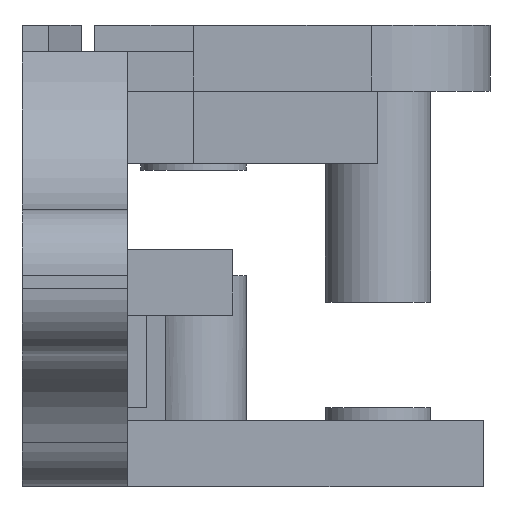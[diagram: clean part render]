
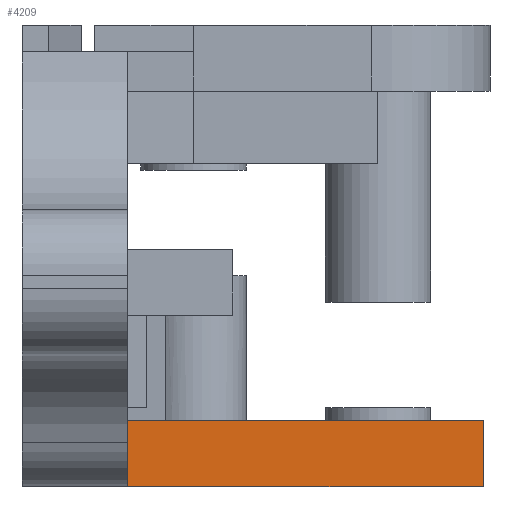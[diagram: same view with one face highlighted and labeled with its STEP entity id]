
A CAD part, left-side view. The second image highlights one B-rep face of the part: STEP entity #4209.
In plain terms, the highlighted planar face has unit normal (-1, 0, 0).
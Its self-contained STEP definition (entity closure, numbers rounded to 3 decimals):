
#466 = PLANE('',#467);
#467 = AXIS2_PLACEMENT_3D('',#468,#469,#470);
#468 = CARTESIAN_POINT('',(-148.5,-27.,195.));
#469 = DIRECTION('',(0.,1.,0.));
#470 = DIRECTION('',(0.,0.,1.));
#1770 = PLANE('',#1771);
#1771 = AXIS2_PLACEMENT_3D('',#1772,#1773,#1774);
#1772 = CARTESIAN_POINT('',(-136.,-36.5,160.));
#1773 = DIRECTION('',(0.,-0.,-1.));
#1774 = DIRECTION('',(-1.,0.,0.));
#1837 = VERTEX_POINT('',#1838);
#1838 = CARTESIAN_POINT('',(-148.5,-27.,160.));
#2039 = EDGE_CURVE('',#2040,#1837,#2042,.T.);
#2040 = VERTEX_POINT('',#2041);
#2041 = CARTESIAN_POINT('',(-148.5,-27.,165.));
#2042 = SURFACE_CURVE('',#2043,(#2047,#2054),.PCURVE_S1.);
#2043 = LINE('',#2044,#2045);
#2044 = CARTESIAN_POINT('',(-148.5,-27.,195.));
#2045 = VECTOR('',#2046,1.);
#2046 = DIRECTION('',(0.,-0.,-1.));
#2047 = PCURVE('',#466,#2048);
#2048 = DEFINITIONAL_REPRESENTATION('',(#2049),#2053);
#2049 = LINE('',#2050,#2051);
#2050 = CARTESIAN_POINT('',(0.,-0.));
#2051 = VECTOR('',#2052,1.);
#2052 = DIRECTION('',(-1.,0.));
#2053 = ( GEOMETRIC_REPRESENTATION_CONTEXT(2) 
PARAMETRIC_REPRESENTATION_CONTEXT() REPRESENTATION_CONTEXT('2D SPACE',''
  ) );
#2054 = PCURVE('',#2055,#2060);
#2055 = PLANE('',#2056);
#2056 = AXIS2_PLACEMENT_3D('',#2057,#2058,#2059);
#2057 = CARTESIAN_POINT('',(-148.5,-19.,160.));
#2058 = DIRECTION('',(-1.,0.,0.));
#2059 = DIRECTION('',(0.,1.,0.));
#2060 = DEFINITIONAL_REPRESENTATION('',(#2061),#2065);
#2061 = LINE('',#2062,#2063);
#2062 = CARTESIAN_POINT('',(-8.,-35.));
#2063 = VECTOR('',#2064,1.);
#2064 = DIRECTION('',(-0.,1.));
#2065 = ( GEOMETRIC_REPRESENTATION_CONTEXT(2) 
PARAMETRIC_REPRESENTATION_CONTEXT() REPRESENTATION_CONTEXT('2D SPACE',''
  ) );
#3975 = PLANE('',#3976);
#3976 = AXIS2_PLACEMENT_3D('',#3977,#3978,#3979);
#3977 = CARTESIAN_POINT('',(-148.5,-54.,160.));
#3978 = DIRECTION('',(0.,-1.,0.));
#3979 = DIRECTION('',(-1.,0.,0.));
#4001 = PLANE('',#4002);
#4002 = AXIS2_PLACEMENT_3D('',#4003,#4004,#4005);
#4003 = CARTESIAN_POINT('',(-136.,-36.5,165.));
#4004 = DIRECTION('',(0.,-0.,-1.));
#4005 = DIRECTION('',(-1.,0.,0.));
#4041 = EDGE_CURVE('',#1837,#4042,#4044,.T.);
#4042 = VERTEX_POINT('',#4043);
#4043 = CARTESIAN_POINT('',(-148.5,-54.,160.));
#4044 = SURFACE_CURVE('',#4045,(#4049,#4056),.PCURVE_S1.);
#4045 = LINE('',#4046,#4047);
#4046 = CARTESIAN_POINT('',(-148.5,-19.,160.));
#4047 = VECTOR('',#4048,1.);
#4048 = DIRECTION('',(0.,-1.,0.));
#4049 = PCURVE('',#1770,#4050);
#4050 = DEFINITIONAL_REPRESENTATION('',(#4051),#4055);
#4051 = LINE('',#4052,#4053);
#4052 = CARTESIAN_POINT('',(12.5,17.5));
#4053 = VECTOR('',#4054,1.);
#4054 = DIRECTION('',(-0.,-1.));
#4055 = ( GEOMETRIC_REPRESENTATION_CONTEXT(2) 
PARAMETRIC_REPRESENTATION_CONTEXT() REPRESENTATION_CONTEXT('2D SPACE',''
  ) );
#4056 = PCURVE('',#2055,#4057);
#4057 = DEFINITIONAL_REPRESENTATION('',(#4058),#4062);
#4058 = LINE('',#4059,#4060);
#4059 = CARTESIAN_POINT('',(-0.,-0.));
#4060 = VECTOR('',#4061,1.);
#4061 = DIRECTION('',(-1.,0.));
#4062 = ( GEOMETRIC_REPRESENTATION_CONTEXT(2) 
PARAMETRIC_REPRESENTATION_CONTEXT() REPRESENTATION_CONTEXT('2D SPACE',''
  ) );
#4209 = ADVANCED_FACE('',(#4210),#2055,.T.);
#4210 = FACE_BOUND('',#4211,.F.);
#4211 = EDGE_LOOP('',(#4212,#4213,#4214,#4237));
#4212 = ORIENTED_EDGE('',*,*,#4041,.F.);
#4213 = ORIENTED_EDGE('',*,*,#2039,.F.);
#4214 = ORIENTED_EDGE('',*,*,#4215,.T.);
#4215 = EDGE_CURVE('',#2040,#4216,#4218,.T.);
#4216 = VERTEX_POINT('',#4217);
#4217 = CARTESIAN_POINT('',(-148.5,-54.,165.));
#4218 = SURFACE_CURVE('',#4219,(#4223,#4230),.PCURVE_S1.);
#4219 = LINE('',#4220,#4221);
#4220 = CARTESIAN_POINT('',(-148.5,-19.,165.));
#4221 = VECTOR('',#4222,1.);
#4222 = DIRECTION('',(0.,-1.,0.));
#4223 = PCURVE('',#2055,#4224);
#4224 = DEFINITIONAL_REPRESENTATION('',(#4225),#4229);
#4225 = LINE('',#4226,#4227);
#4226 = CARTESIAN_POINT('',(-0.,-5.));
#4227 = VECTOR('',#4228,1.);
#4228 = DIRECTION('',(-1.,0.));
#4229 = ( GEOMETRIC_REPRESENTATION_CONTEXT(2) 
PARAMETRIC_REPRESENTATION_CONTEXT() REPRESENTATION_CONTEXT('2D SPACE',''
  ) );
#4230 = PCURVE('',#4001,#4231);
#4231 = DEFINITIONAL_REPRESENTATION('',(#4232),#4236);
#4232 = LINE('',#4233,#4234);
#4233 = CARTESIAN_POINT('',(12.5,17.5));
#4234 = VECTOR('',#4235,1.);
#4235 = DIRECTION('',(-0.,-1.));
#4236 = ( GEOMETRIC_REPRESENTATION_CONTEXT(2) 
PARAMETRIC_REPRESENTATION_CONTEXT() REPRESENTATION_CONTEXT('2D SPACE',''
  ) );
#4237 = ORIENTED_EDGE('',*,*,#4238,.F.);
#4238 = EDGE_CURVE('',#4042,#4216,#4239,.T.);
#4239 = SURFACE_CURVE('',#4240,(#4244,#4251),.PCURVE_S1.);
#4240 = LINE('',#4241,#4242);
#4241 = CARTESIAN_POINT('',(-148.5,-54.,160.));
#4242 = VECTOR('',#4243,1.);
#4243 = DIRECTION('',(0.,0.,1.));
#4244 = PCURVE('',#2055,#4245);
#4245 = DEFINITIONAL_REPRESENTATION('',(#4246),#4250);
#4246 = LINE('',#4247,#4248);
#4247 = CARTESIAN_POINT('',(-35.,0.));
#4248 = VECTOR('',#4249,1.);
#4249 = DIRECTION('',(-0.,-1.));
#4250 = ( GEOMETRIC_REPRESENTATION_CONTEXT(2) 
PARAMETRIC_REPRESENTATION_CONTEXT() REPRESENTATION_CONTEXT('2D SPACE',''
  ) );
#4251 = PCURVE('',#3975,#4252);
#4252 = DEFINITIONAL_REPRESENTATION('',(#4253),#4257);
#4253 = LINE('',#4254,#4255);
#4254 = CARTESIAN_POINT('',(-0.,-0.));
#4255 = VECTOR('',#4256,1.);
#4256 = DIRECTION('',(-0.,-1.));
#4257 = ( GEOMETRIC_REPRESENTATION_CONTEXT(2) 
PARAMETRIC_REPRESENTATION_CONTEXT() REPRESENTATION_CONTEXT('2D SPACE',''
  ) );
